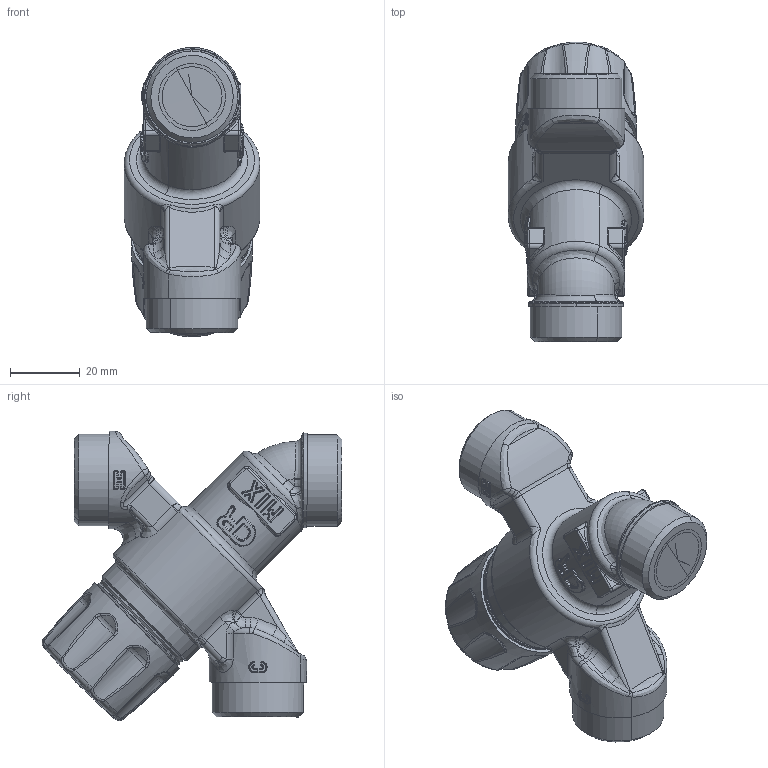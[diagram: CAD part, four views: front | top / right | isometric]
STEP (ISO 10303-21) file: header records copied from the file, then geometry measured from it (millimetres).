
FILE_DESCRIPTION(('CATIA V5 STEP Exchange','CAx-IF Rec.Pracs.--- Model Styling and Organization---1.4--- 2014-01-23','CAx-IF Rec.Pracs.---3D Tessellated Data Validation Properties---0.5---2014-09-14'),'2;1');
FILE_NAME('STEP_520751_-_TST.stp','2020-08-27T14:40:06+00:00',('none'),('none'),'CATIA Version 5-6 Release 2019 SP3','CATIA V5 STEP AP242 v1','none');
FILE_SCHEMA(('AP242_MANAGED_MODEL_BASED_3D_ENGINEERING_MIM_LF {1 0 10303 442 1 1 4}'));
Products named in the file (1): 520751 - TST
Bounding box: 38.98 x 86.26 x 83.17 mm (x, y, z)
Volume: 125845.9 mm3; surface area: 56744.4 mm2
Topology: 15 solids, 15 shells, 1544 faces, 3552 edges, 1963 vertices
Faces by surface type: cylinder 458, bspline 373, plane 276, torus 230, cone 123, sphere 79, revolution 5
Entity records: 66844 total; most frequent: CARTESIAN_POINT 36855, ORIENTED_EDGE 6864, DIRECTION 4016, EDGE_CURVE 3432, AXIS2_PLACEMENT_3D 2178, VERTEX_POINT 1963, EDGE_LOOP 1605, ADVANCED_FACE 1544
